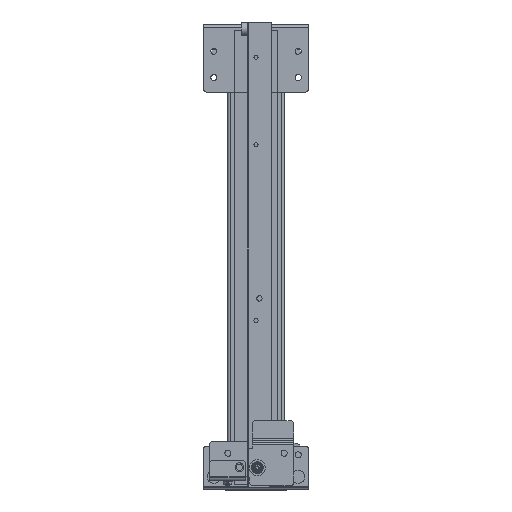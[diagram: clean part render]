
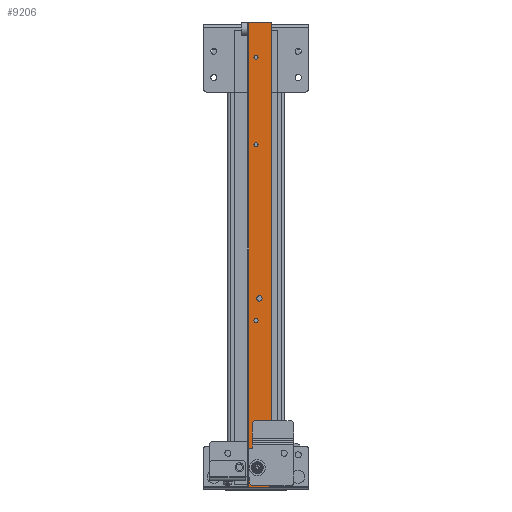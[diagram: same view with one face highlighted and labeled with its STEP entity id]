
A CAD part, top view. The second image highlights one B-rep face of the part: STEP entity #9206.
In plain terms, the highlighted planar face has unit normal (0, 0, 1).
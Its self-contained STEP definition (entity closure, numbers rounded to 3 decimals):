
#84=FACE_BOUND('',#3043,.T.);
#85=FACE_BOUND('',#3044,.T.);
#86=FACE_BOUND('',#3045,.T.);
#87=FACE_BOUND('',#3046,.T.);
#88=FACE_BOUND('',#3047,.T.);
#305=PLANE('',#10198);
#1035=LINE('',#15863,#1785);
#1045=LINE('',#15898,#1795);
#1056=LINE('',#15935,#1806);
#1057=LINE('',#15936,#1807);
#1785=VECTOR('',#12786,10.);
#1795=VECTOR('',#12818,10.);
#1806=VECTOR('',#12865,10.);
#1807=VECTOR('',#12866,10.);
#2503=FACE_OUTER_BOUND('',#3042,.T.);
#3042=EDGE_LOOP('',(#8192,#8193,#8194,#8195,#8196,#8197));
#3043=EDGE_LOOP('',(#8198));
#3044=EDGE_LOOP('',(#8199));
#3045=EDGE_LOOP('',(#8200));
#3046=EDGE_LOOP('',(#8201));
#3047=EDGE_LOOP('',(#8202));
#3559=CIRCLE('',#10173,3.);
#3565=CIRCLE('',#10182,3.);
#3568=CIRCLE('',#10187,3.);
#3569=CIRCLE('',#10190,2.3);
#3570=CIRCLE('',#10192,2.3);
#3571=CIRCLE('',#10194,2.3);
#3572=CIRCLE('',#10196,2.3);
#4372=VERTEX_POINT('',#15860);
#4373=VERTEX_POINT('',#15862);
#4377=VERTEX_POINT('',#15873);
#4378=VERTEX_POINT('',#15875);
#4387=VERTEX_POINT('',#15897);
#4388=VERTEX_POINT('',#15901);
#4391=VERTEX_POINT('',#15911);
#4392=VERTEX_POINT('',#15916);
#4393=VERTEX_POINT('',#15920);
#4394=VERTEX_POINT('',#15924);
#4395=VERTEX_POINT('',#15928);
#5631=EDGE_CURVE('',#4372,#4373,#1035,.T.);
#5637=EDGE_CURVE('',#4377,#4378,#3559,.T.);
#5648=EDGE_CURVE('',#4387,#4378,#1045,.T.);
#5650=EDGE_CURVE('',#4387,#4388,#3565,.T.);
#5656=EDGE_CURVE('',#4391,#4391,#3568,.T.);
#5657=EDGE_CURVE('',#4392,#4392,#3569,.T.);
#5659=EDGE_CURVE('',#4393,#4393,#3570,.T.);
#5661=EDGE_CURVE('',#4394,#4394,#3571,.T.);
#5663=EDGE_CURVE('',#4395,#4395,#3572,.T.);
#5667=EDGE_CURVE('',#4373,#4377,#1056,.T.);
#5668=EDGE_CURVE('',#4372,#4388,#1057,.T.);
#8192=ORIENTED_EDGE('',*,*,#5637,.F.);
#8193=ORIENTED_EDGE('',*,*,#5667,.F.);
#8194=ORIENTED_EDGE('',*,*,#5631,.F.);
#8195=ORIENTED_EDGE('',*,*,#5668,.T.);
#8196=ORIENTED_EDGE('',*,*,#5650,.F.);
#8197=ORIENTED_EDGE('',*,*,#5648,.T.);
#8198=ORIENTED_EDGE('',*,*,#5656,.T.);
#8199=ORIENTED_EDGE('',*,*,#5657,.T.);
#8200=ORIENTED_EDGE('',*,*,#5659,.T.);
#8201=ORIENTED_EDGE('',*,*,#5661,.T.);
#8202=ORIENTED_EDGE('',*,*,#5663,.T.);
#9206=ADVANCED_FACE('',(#2503,#84,#85,#86,#87,#88),#305,.T.);
#10173=AXIS2_PLACEMENT_3D('',#15876,#12797,#12798);
#10182=AXIS2_PLACEMENT_3D('',#15902,#12822,#12823);
#10187=AXIS2_PLACEMENT_3D('',#15913,#12835,#12836);
#10190=AXIS2_PLACEMENT_3D('',#15917,#12841,#12842);
#10192=AXIS2_PLACEMENT_3D('',#15921,#12846,#12847);
#10194=AXIS2_PLACEMENT_3D('',#15925,#12851,#12852);
#10196=AXIS2_PLACEMENT_3D('',#15929,#12856,#12857);
#10198=AXIS2_PLACEMENT_3D('',#15934,#12863,#12864);
#12786=DIRECTION('',(0.,1.,0.));
#12797=DIRECTION('center_axis',(0.,0.,-1.));
#12798=DIRECTION('ref_axis',(0.707,0.707,0.));
#12818=DIRECTION('',(0.,1.,0.));
#12822=DIRECTION('center_axis',(0.,0.,-1.));
#12823=DIRECTION('ref_axis',(0.707,-0.707,0.));
#12835=DIRECTION('center_axis',(0.,0.,-1.));
#12836=DIRECTION('ref_axis',(1.,0.,0.));
#12841=DIRECTION('center_axis',(0.,0.,-1.));
#12842=DIRECTION('ref_axis',(1.,0.,0.));
#12846=DIRECTION('center_axis',(0.,0.,-1.));
#12847=DIRECTION('ref_axis',(1.,0.,0.));
#12851=DIRECTION('center_axis',(0.,0.,-1.));
#12852=DIRECTION('ref_axis',(1.,0.,0.));
#12856=DIRECTION('center_axis',(0.,0.,-1.));
#12857=DIRECTION('ref_axis',(1.,0.,0.));
#12863=DIRECTION('center_axis',(0.,0.,1.));
#12864=DIRECTION('ref_axis',(1.,0.,0.));
#12865=DIRECTION('',(1.,0.,0.));
#12866=DIRECTION('',(1.,0.,0.));
#15860=CARTESIAN_POINT('',(-8.,-1.5,1962.));
#15862=CARTESIAN_POINT('',(-8.,528.5,1962.));
#15863=CARTESIAN_POINT('',(-8.,-1.5,1962.));
#15873=CARTESIAN_POINT('',(15.,528.5,1962.));
#15875=CARTESIAN_POINT('',(18.,525.5,1962.));
#15876=CARTESIAN_POINT('Origin',(15.,525.5,1962.));
#15897=CARTESIAN_POINT('',(18.,1.5,1962.));
#15898=CARTESIAN_POINT('',(18.,-1.5,1962.));
#15901=CARTESIAN_POINT('',(15.,-1.5,1962.));
#15902=CARTESIAN_POINT('Origin',(15.,1.5,1962.));
#15911=CARTESIAN_POINT('',(1.,213.5,1962.));
#15913=CARTESIAN_POINT('Origin',(4.,213.5,1962.));
#15916=CARTESIAN_POINT('',(-2.3,388.5,1962.));
#15917=CARTESIAN_POINT('Origin',(0.,388.5,1962.));
#15920=CARTESIAN_POINT('',(-2.3,188.5,1962.));
#15921=CARTESIAN_POINT('Origin',(0.,188.5,1962.));
#15924=CARTESIAN_POINT('',(-2.3,488.5,1962.));
#15925=CARTESIAN_POINT('Origin',(0.,488.5,1962.));
#15928=CARTESIAN_POINT('',(-2.3,38.5,1962.));
#15929=CARTESIAN_POINT('Origin',(0.,38.5,1962.));
#15934=CARTESIAN_POINT('Origin',(-8.,-1.5,1962.));
#15935=CARTESIAN_POINT('',(-8.,528.5,1962.));
#15936=CARTESIAN_POINT('',(-8.,-1.5,1962.));
